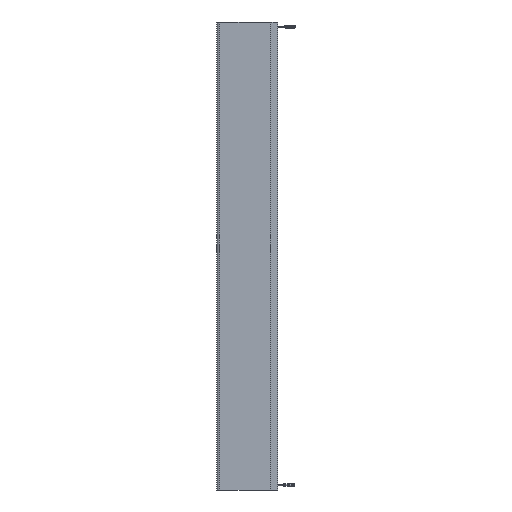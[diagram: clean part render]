
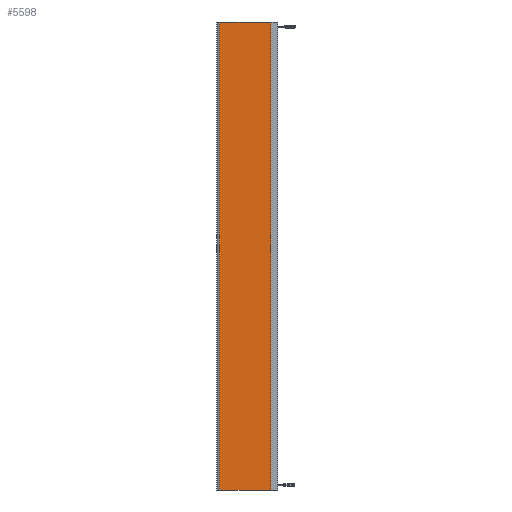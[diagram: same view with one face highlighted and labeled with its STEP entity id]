
A CAD part, left-side view. The second image highlights one B-rep face of the part: STEP entity #5598.
In plain terms, the highlighted planar face has unit normal (-1, 0, 0).
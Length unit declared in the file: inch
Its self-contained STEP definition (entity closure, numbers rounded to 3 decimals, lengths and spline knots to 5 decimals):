
#1630 = LINE ( 'NONE', #9205, #12151 ) ;
#2026 = ORIENTED_EDGE ( 'NONE', *, *, #7883, .F. ) ;
#2596 = VERTEX_POINT ( 'NONE', #9482 ) ;
#2795 = ORIENTED_EDGE ( 'NONE', *, *, #4140, .T. ) ;
#2807 = CARTESIAN_POINT ( 'NONE',  ( -1.87008, 0.05906, 30. ) ) ;
#3759 = DIRECTION ( 'NONE',  ( 0., 0., -1. ) ) ;
#3789 = PLANE ( 'NONE',  #7186 ) ;
#3838 = VECTOR ( 'NONE', #4101, 39.37008 ) ;
#4101 = DIRECTION ( 'NONE',  ( 0., -1., 0. ) ) ;
#4140 = EDGE_CURVE ( 'NONE', #8909, #9392, #4815, .T. ) ;
#4164 = LINE ( 'NONE', #11694, #3838 ) ;
#4580 = ORIENTED_EDGE ( 'NONE', *, *, #4879, .T. ) ;
#4815 = LINE ( 'NONE', #13480, #11006 ) ;
#4879 = EDGE_CURVE ( 'NONE', #9392, #2596, #1630, .T. ) ;
#5598 = ADVANCED_FACE ( 'NONE', ( #5752 ), #3789, .T. ) ;
#5752 = FACE_OUTER_BOUND ( 'NONE', #13288, .T. ) ;
#7057 = ORIENTED_EDGE ( 'NONE', *, *, #10378, .T. ) ;
#7186 = AXIS2_PLACEMENT_3D ( 'NONE', #13219, #10180, #10031 ) ;
#7883 = EDGE_CURVE ( 'NONE', #8909, #12405, #4164, .T. ) ;
#8909 = VERTEX_POINT ( 'NONE', #13342 ) ;
#9205 = CARTESIAN_POINT ( 'NONE',  ( -1.87008, 3.04134, 0. ) ) ;
#9392 = VERTEX_POINT ( 'NONE', #11302 ) ;
#9482 = CARTESIAN_POINT ( 'NONE',  ( -1.87008, 0.05906, 0. ) ) ;
#10031 = DIRECTION ( 'NONE',  ( 0., 0., 1. ) ) ;
#10180 = DIRECTION ( 'NONE',  ( -1., 0., 0. ) ) ;
#10330 = VECTOR ( 'NONE', #10625, 39.37008 ) ;
#10378 = EDGE_CURVE ( 'NONE', #2596, #12405, #12680, .T. ) ;
#10625 = DIRECTION ( 'NONE',  ( 0., 0., 1. ) ) ;
#10662 = CARTESIAN_POINT ( 'NONE',  ( -1.87008, 0.05906, 60. ) ) ;
#11006 = VECTOR ( 'NONE', #3759, 39.37008 ) ;
#11302 = CARTESIAN_POINT ( 'NONE',  ( -1.87008, 6.5748, 0. ) ) ;
#11694 = CARTESIAN_POINT ( 'NONE',  ( -1.87008, 3.04134, 60. ) ) ;
#12151 = VECTOR ( 'NONE', #13549, 39.37008 ) ;
#12405 = VERTEX_POINT ( 'NONE', #10662 ) ;
#12680 = LINE ( 'NONE', #2807, #10330 ) ;
#13219 = CARTESIAN_POINT ( 'NONE',  ( -1.87008, 0.05906, 0. ) ) ;
#13288 = EDGE_LOOP ( 'NONE', ( #2026, #2795, #4580, #7057 ) ) ;
#13342 = CARTESIAN_POINT ( 'NONE',  ( -1.87008, 6.5748, 60. ) ) ;
#13480 = CARTESIAN_POINT ( 'NONE',  ( -1.87008, 6.5748, 30. ) ) ;
#13549 = DIRECTION ( 'NONE',  ( 0., -1., 0. ) ) ;
